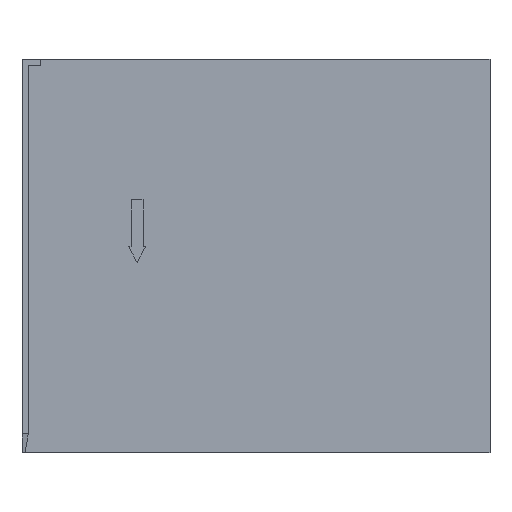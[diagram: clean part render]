
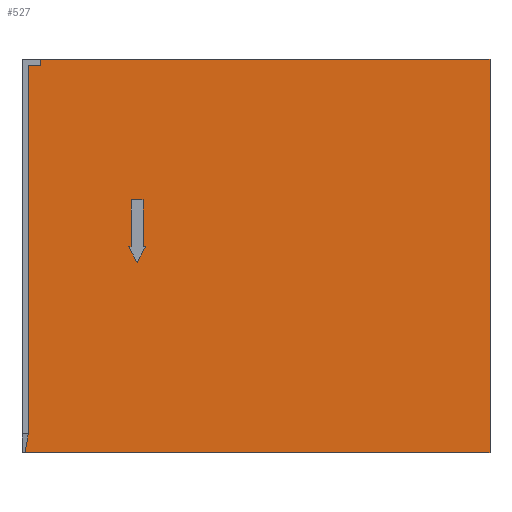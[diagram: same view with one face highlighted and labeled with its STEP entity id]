
A CAD part, left-side view. The second image highlights one B-rep face of the part: STEP entity #527.
In plain terms, the highlighted planar face has unit normal (-1, 0, 0).
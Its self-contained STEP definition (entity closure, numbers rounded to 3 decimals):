
#22=DIRECTION('',(0.,-1.,0.));
#23=VECTOR('',#22,0.85);
#24=CARTESIAN_POINT('',(68.5,-350.8,79.));
#25=LINE('',#24,#23);
#26=DIRECTION('',(0.,0.,-1.));
#27=VECTOR('',#26,15.);
#28=CARTESIAN_POINT('',(68.5,-350.8,94.));
#29=LINE('',#28,#27);
#30=DIRECTION('',(0.,-1.,0.));
#31=VECTOR('',#30,3.8);
#32=CARTESIAN_POINT('',(68.5,-347.,94.));
#33=LINE('',#32,#31);
#34=DIRECTION('',(0.,0.,1.));
#35=VECTOR('',#34,15.);
#36=CARTESIAN_POINT('',(68.5,-347.,79.));
#37=LINE('',#36,#35);
#38=DIRECTION('',(0.,-1.,0.));
#39=VECTOR('',#38,0.85);
#40=CARTESIAN_POINT('',(68.5,-346.15,79.));
#41=LINE('',#40,#39);
#42=DIRECTION('',(0.,0.482,0.876));
#43=VECTOR('',#42,5.706);
#44=CARTESIAN_POINT('',(68.5,-348.9,74.));
#45=LINE('',#44,#43);
#46=DIRECTION('',(0.,0.482,-0.876));
#47=VECTOR('',#46,5.706);
#48=CARTESIAN_POINT('',(68.5,-351.65,79.));
#49=LINE('',#48,#47);
#50=DIRECTION('',(0.,1.,0.));
#51=VECTOR('',#50,149.);
#52=CARTESIAN_POINT('',(68.5,-462.,13.));
#53=LINE('',#52,#51);
#54=DIRECTION('',(0.,0.,-1.));
#55=VECTOR('',#54,118.);
#56=CARTESIAN_POINT('',(68.5,-314.,137.));
#57=LINE('',#56,#55);
#58=DIRECTION('',(0.,0.,-1.));
#59=VECTOR('',#58,2.);
#60=CARTESIAN_POINT('',(68.5,-318.,139.));
#61=LINE('',#60,#59);
#314=DIRECTION('',(0.,-1.,0.));
#315=VECTOR('',#314,144.);
#316=CARTESIAN_POINT('',(68.5,-318.,139.));
#317=LINE('',#316,#315);
#326=DIRECTION('',(0.,-1.,0.));
#327=VECTOR('',#326,4.);
#328=CARTESIAN_POINT('',(68.5,-314.,137.));
#329=LINE('',#328,#327);
#346=DIRECTION('',(0.,0.164,-0.986));
#347=VECTOR('',#346,6.083);
#348=CARTESIAN_POINT('',(68.5,-314.,19.));
#349=LINE('',#348,#347);
#370=DIRECTION('',(0.,0.,-1.));
#371=VECTOR('',#370,126.);
#372=CARTESIAN_POINT('',(68.5,-462.,139.));
#373=LINE('',#372,#371);
#374=CARTESIAN_POINT('',(68.5,-318.,139.));
#375=CARTESIAN_POINT('',(68.5,-318.,137.));
#376=VERTEX_POINT('',#374);
#377=VERTEX_POINT('',#375);
#378=CARTESIAN_POINT('',(68.5,-314.,137.));
#379=VERTEX_POINT('',#378);
#380=CARTESIAN_POINT('',(68.5,-462.,139.));
#381=CARTESIAN_POINT('',(68.5,-462.,13.));
#382=VERTEX_POINT('',#380);
#383=VERTEX_POINT('',#381);
#384=CARTESIAN_POINT('',(68.5,-350.8,79.));
#385=CARTESIAN_POINT('',(68.5,-351.65,79.));
#386=VERTEX_POINT('',#384);
#387=VERTEX_POINT('',#385);
#388=CARTESIAN_POINT('',(68.5,-348.9,74.));
#389=VERTEX_POINT('',#388);
#390=CARTESIAN_POINT('',(68.5,-346.15,79.));
#391=VERTEX_POINT('',#390);
#392=CARTESIAN_POINT('',(68.5,-347.,79.));
#393=VERTEX_POINT('',#392);
#394=CARTESIAN_POINT('',(68.5,-347.,94.));
#395=VERTEX_POINT('',#394);
#396=CARTESIAN_POINT('',(68.5,-350.8,94.));
#397=VERTEX_POINT('',#396);
#466=CARTESIAN_POINT('',(68.5,-314.,19.));
#467=VERTEX_POINT('',#466);
#470=CARTESIAN_POINT('',(68.5,-313.,13.));
#471=VERTEX_POINT('',#470);
#490=CARTESIAN_POINT('',(68.5,-412.,17.));
#491=DIRECTION('',(1.,0.,0.));
#492=DIRECTION('',(0.,1.,0.));
#493=AXIS2_PLACEMENT_3D('',#490,#491,#492);
#494=PLANE('',#493);
#496=ORIENTED_EDGE('',*,*,#495,.T.);
#498=ORIENTED_EDGE('',*,*,#497,.F.);
#500=ORIENTED_EDGE('',*,*,#499,.F.);
#502=ORIENTED_EDGE('',*,*,#501,.T.);
#504=ORIENTED_EDGE('',*,*,#503,.F.);
#506=ORIENTED_EDGE('',*,*,#505,.T.);
#508=ORIENTED_EDGE('',*,*,#507,.T.);
#509=EDGE_LOOP('',(#496,#498,#500,#502,#504,#506,#508));
#510=FACE_OUTER_BOUND('',#509,.F.);
#512=ORIENTED_EDGE('',*,*,#511,.F.);
#514=ORIENTED_EDGE('',*,*,#513,.F.);
#516=ORIENTED_EDGE('',*,*,#515,.F.);
#518=ORIENTED_EDGE('',*,*,#517,.F.);
#520=ORIENTED_EDGE('',*,*,#519,.F.);
#522=ORIENTED_EDGE('',*,*,#521,.F.);
#524=ORIENTED_EDGE('',*,*,#523,.F.);
#525=EDGE_LOOP('',(#512,#514,#516,#518,#520,#522,#524));
#526=FACE_BOUND('',#525,.F.);
#527=ADVANCED_FACE('',(#510,#526),#494,.F.);
#495=EDGE_CURVE('',#383,#471,#53,.T.);
#497=EDGE_CURVE('',#467,#471,#349,.T.);
#499=EDGE_CURVE('',#379,#467,#57,.T.);
#501=EDGE_CURVE('',#379,#377,#329,.T.);
#503=EDGE_CURVE('',#376,#377,#61,.T.);
#505=EDGE_CURVE('',#376,#382,#317,.T.);
#507=EDGE_CURVE('',#382,#383,#373,.T.);
#511=EDGE_CURVE('',#386,#387,#25,.T.);
#513=EDGE_CURVE('',#397,#386,#29,.T.);
#515=EDGE_CURVE('',#395,#397,#33,.T.);
#517=EDGE_CURVE('',#393,#395,#37,.T.);
#519=EDGE_CURVE('',#391,#393,#41,.T.);
#521=EDGE_CURVE('',#389,#391,#45,.T.);
#523=EDGE_CURVE('',#387,#389,#49,.T.);
